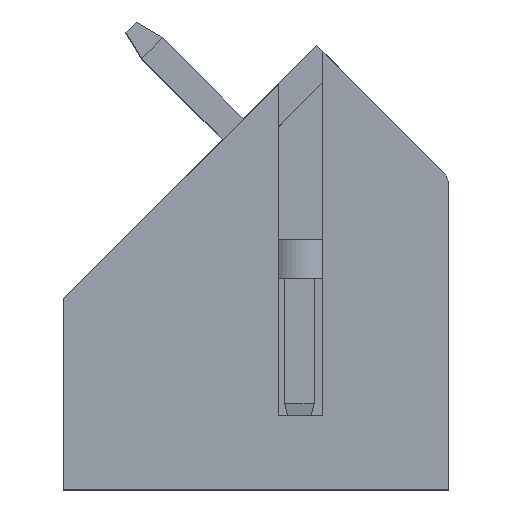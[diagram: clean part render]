
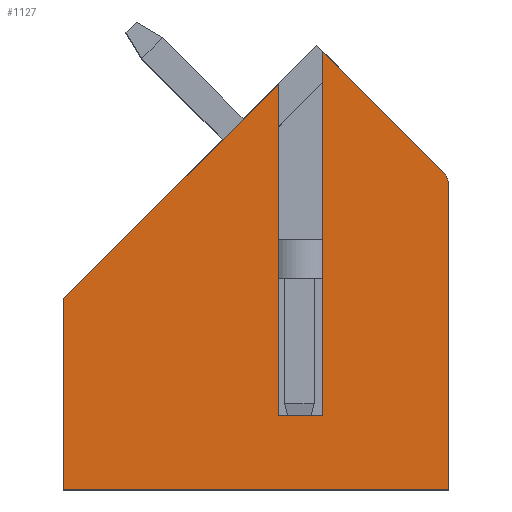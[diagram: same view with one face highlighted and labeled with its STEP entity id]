
A CAD part, top view. The second image highlights one B-rep face of the part: STEP entity #1127.
In plain terms, the highlighted planar face has unit normal (0, 0, 1).
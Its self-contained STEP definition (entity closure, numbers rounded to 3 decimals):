
#111=CIRCLE('',#11355,0.5);
#1127=ADVANCED_FACE('',(#2259),#1699,.T.);
#1699=PLANE('',#11356);
#2259=FACE_OUTER_BOUND('',#2823,.T.);
#2823=EDGE_LOOP('',(#4847,#4848,#4849,#4850,#4851,#4852,#4853,#4854,#4855));
#4847=ORIENTED_EDGE('',*,*,#8387,.F.);
#4848=ORIENTED_EDGE('',*,*,#8388,.F.);
#4849=ORIENTED_EDGE('',*,*,#8389,.F.);
#4850=ORIENTED_EDGE('',*,*,#7792,.F.);
#4851=ORIENTED_EDGE('',*,*,#7788,.F.);
#4852=ORIENTED_EDGE('',*,*,#8386,.F.);
#4853=ORIENTED_EDGE('',*,*,#8390,.T.);
#4854=ORIENTED_EDGE('',*,*,#8391,.T.);
#4855=ORIENTED_EDGE('',*,*,#8392,.T.);
#6660=VERTEX_POINT('',#15718);
#6661=VERTEX_POINT('',#15720);
#6664=VERTEX_POINT('',#15728);
#6980=VERTEX_POINT('',#17620);
#6981=VERTEX_POINT('',#17624);
#6982=VERTEX_POINT('',#17625);
#6983=VERTEX_POINT('',#17627);
#6984=VERTEX_POINT('',#17630);
#6985=VERTEX_POINT('',#17632);
#7788=EDGE_CURVE('',#6660,#6661,#9066,.T.);
#7792=EDGE_CURVE('',#6661,#6664,#9070,.T.);
#8386=EDGE_CURVE('',#6980,#6660,#9430,.T.);
#8387=EDGE_CURVE('',#6981,#6982,#111,.T.);
#8388=EDGE_CURVE('',#6983,#6981,#9431,.T.);
#8389=EDGE_CURVE('',#6664,#6983,#9432,.T.);
#8390=EDGE_CURVE('',#6980,#6984,#9433,.T.);
#8391=EDGE_CURVE('',#6984,#6985,#9434,.T.);
#8392=EDGE_CURVE('',#6985,#6982,#9435,.T.);
#9066=LINE('',#15719,#10082);
#9070=LINE('',#15727,#10086);
#9430=LINE('',#17621,#10448);
#9431=LINE('',#17626,#10449);
#9432=LINE('',#17628,#10450);
#9433=LINE('',#17629,#10451);
#9434=LINE('',#17631,#10452);
#9435=LINE('',#17633,#10453);
#10082=VECTOR('',#11860,1.);
#10086=VECTOR('',#11866,1.);
#10448=VECTOR('',#12782,1.);
#10449=VECTOR('',#12787,1.);
#10450=VECTOR('',#12788,1.);
#10451=VECTOR('',#12789,1.);
#10452=VECTOR('',#12790,1.);
#10453=VECTOR('',#12791,1.);
#11355=AXIS2_PLACEMENT_3D('',#17623,#12785,#12786);
#11356=AXIS2_PLACEMENT_3D('',#17634,#12792,#12793);
#11860=DIRECTION('',(0.,-1.,0.));
#11866=DIRECTION('',(1.,0.,0.));
#12782=DIRECTION('',(0.707,0.707,0.));
#12785=DIRECTION('',(0.,0.,-1.));
#12786=DIRECTION('',(0.707,0.707,0.));
#12787=DIRECTION('',(0.707,-0.707,0.));
#12788=DIRECTION('',(0.,1.,0.));
#12789=DIRECTION('',(0.,-1.,0.));
#12790=DIRECTION('',(1.,0.,0.));
#12791=DIRECTION('',(0.,1.,0.));
#12792=DIRECTION('',(0.,0.,1.));
#12793=DIRECTION('',(-1.,0.,0.));
#15718=CARTESIAN_POINT('',(-14.8,-2.893,0.995));
#15719=CARTESIAN_POINT('',(-14.8,-2.893,0.995));
#15720=CARTESIAN_POINT('',(-14.8,-11.849,0.995));
#15727=CARTESIAN_POINT('',(-14.8,-11.849,0.995));
#15728=CARTESIAN_POINT('',(-13.6,-11.849,0.995));
#17620=CARTESIAN_POINT('',(-20.6,-8.693,0.995));
#17621=CARTESIAN_POINT('',(-20.6,-8.693,0.995));
#17623=CARTESIAN_POINT('',(-10.7,-5.61,0.995));
#17624=CARTESIAN_POINT('',(-10.346,-5.256,0.995));
#17625=CARTESIAN_POINT('',(-10.2,-5.61,0.995));
#17626=CARTESIAN_POINT('',(-13.6,-2.003,0.995));
#17627=CARTESIAN_POINT('',(-13.6,-2.003,0.995));
#17628=CARTESIAN_POINT('',(-13.6,-11.849,0.995));
#17629=CARTESIAN_POINT('',(-20.6,-8.693,0.995));
#17630=CARTESIAN_POINT('',(-20.6,-13.848,0.995));
#17631=CARTESIAN_POINT('',(-20.6,-13.848,0.995));
#17632=CARTESIAN_POINT('',(-10.2,-13.848,0.995));
#17633=CARTESIAN_POINT('',(-10.2,-13.848,0.995));
#17634=CARTESIAN_POINT('',(-15.,-14.999,0.995));
